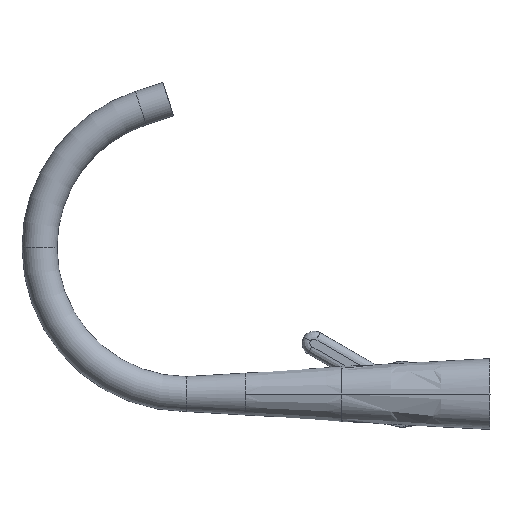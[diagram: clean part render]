
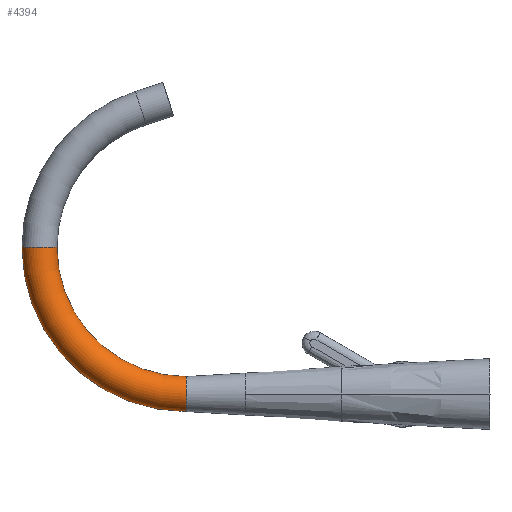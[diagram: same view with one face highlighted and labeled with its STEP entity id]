
A CAD part, left-side view. The second image highlights one B-rep face of the part: STEP entity #4394.
In plain terms, the highlighted toroidal (fillet/blend) face has major radius 108.883 mm and minor radius 13 mm.
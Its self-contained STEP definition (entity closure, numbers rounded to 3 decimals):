
#997 = CIRCLE ( 'NONE', #4196, 13. ) ;
#1062 = CARTESIAN_POINT ( 'NONE',  ( 0., 321.632, 108.883 ) ) ;
#1644 = VERTEX_POINT ( 'NONE', #1062 ) ;
#1862 = DIRECTION ( 'NONE',  ( 0., 1., 0. ) ) ;
#2060 = DIRECTION ( 'NONE',  ( 1., 0., 0. ) ) ;
#2068 = DIRECTION ( 'NONE',  ( 0., 0., 1. ) ) ;
#2080 = CARTESIAN_POINT ( 'NONE',  ( 0., 334.632, 108.883 ) ) ;
#2112 = TOROIDAL_SURFACE ( 'NONE', #3417, 108.883, 13. ) ;
#2154 = CARTESIAN_POINT ( 'NONE',  ( 0., 225.749, -13. ) ) ;
#2326 = EDGE_CURVE ( 'NONE', #1644, #6482, #4944, .T. ) ;
#2434 = CARTESIAN_POINT ( 'NONE',  ( 0., 225.749, -13. ) ) ;
#2456 = CARTESIAN_POINT ( 'NONE',  ( -0.425, 225.749, -13. ) ) ;
#2459 = CARTESIAN_POINT ( 'NONE',  ( 0., 225.749, 108.883 ) ) ;
#2485 = CARTESIAN_POINT ( 'NONE',  ( -0.851, 225.749, -12.979 ) ) ;
#2506 = CARTESIAN_POINT ( 'NONE',  ( -1.698, 225.749, -12.896 ) ) ;
#2509 = DIRECTION ( 'NONE',  ( -1., 0., 0. ) ) ;
#2529 = CARTESIAN_POINT ( 'NONE',  ( -2.119, 225.749, -12.833 ) ) ;
#2555 = CARTESIAN_POINT ( 'NONE',  ( -2.953, 225.749, -12.667 ) ) ;
#2556 = EDGE_CURVE ( 'NONE', #3514, #1644, #997, .T. ) ;
#2575 = CARTESIAN_POINT ( 'NONE',  ( -3.367, 225.749, -12.564 ) ) ;
#2597 = CARTESIAN_POINT ( 'NONE',  ( -4.181, 225.749, -12.317 ) ) ;
#2620 = CARTESIAN_POINT ( 'NONE',  ( -4.582, 225.749, -12.173 ) ) ;
#2646 = CARTESIAN_POINT ( 'NONE',  ( -5.368, 225.749, -11.848 ) ) ;
#2671 = CARTESIAN_POINT ( 'NONE',  ( -5.753, 225.749, -11.666 ) ) ;
#2702 = CARTESIAN_POINT ( 'NONE',  ( -6.503, 225.749, -11.264 ) ) ;
#2723 = CARTESIAN_POINT ( 'NONE',  ( -6.869, 225.749, -11.045 ) ) ;
#2754 = DIRECTION ( 'NONE',  ( 0., -1., 0. ) ) ;
#2755 = CARTESIAN_POINT ( 'NONE',  ( -7.576, 225.749, -10.573 ) ) ;
#2767 = CARTESIAN_POINT ( 'NONE',  ( -7.918, 225.749, -10.319 ) ) ;
#2792 = CARTESIAN_POINT ( 'NONE',  ( -8.576, 225.749, -9.779 ) ) ;
#2807 = DIRECTION ( 'NONE',  ( -1., 0., 0. ) ) ;
#2808 = CARTESIAN_POINT ( 'NONE',  ( -8.892, 225.749, -9.493 ) ) ;
#2820 = CARTESIAN_POINT ( 'NONE',  ( -9.493, 225.749, -8.892 ) ) ;
#2837 = CARTESIAN_POINT ( 'NONE',  ( 0., 225.749, 108.883 ) ) ;
#2847 = CARTESIAN_POINT ( 'NONE',  ( -9.779, 225.749, -8.576 ) ) ;
#2867 = CARTESIAN_POINT ( 'NONE',  ( -10.319, 225.749, -7.918 ) ) ;
#2888 = CARTESIAN_POINT ( 'NONE',  ( -10.573, 225.749, -7.576 ) ) ;
#2906 = CARTESIAN_POINT ( 'NONE',  ( -11.045, 225.749, -6.869 ) ) ;
#2929 = CARTESIAN_POINT ( 'NONE',  ( -11.264, 225.749, -6.503 ) ) ;
#2949 = CARTESIAN_POINT ( 'NONE',  ( -11.666, 225.749, -5.753 ) ) ;
#2968 = CARTESIAN_POINT ( 'NONE',  ( -11.848, 225.749, -5.368 ) ) ;
#2983 = CARTESIAN_POINT ( 'NONE',  ( -12.173, 225.749, -4.582 ) ) ;
#3003 = CARTESIAN_POINT ( 'NONE',  ( -12.317, 225.749, -4.181 ) ) ;
#3026 = CARTESIAN_POINT ( 'NONE',  ( -12.564, 225.749, -3.367 ) ) ;
#3044 = CARTESIAN_POINT ( 'NONE',  ( -12.667, 225.749, -2.953 ) ) ;
#3072 = CARTESIAN_POINT ( 'NONE',  ( -12.833, 225.749, -2.119 ) ) ;
#3094 = CARTESIAN_POINT ( 'NONE',  ( -12.896, 225.749, -1.698 ) ) ;
#3121 = CARTESIAN_POINT ( 'NONE',  ( -12.979, 225.749, -0.851 ) ) ;
#3150 = CARTESIAN_POINT ( 'NONE',  ( -13., 225.749, -0.425 ) ) ;
#3153 = AXIS2_PLACEMENT_3D ( 'NONE', #2837, #2807, #2754 ) ;
#3178 = CARTESIAN_POINT ( 'NONE',  ( -13., 225.749, 0.425 ) ) ;
#3207 = CARTESIAN_POINT ( 'NONE',  ( -12.979, 225.749, 0.851 ) ) ;
#3214 = B_SPLINE_CURVE_WITH_KNOTS ( 'NONE', 3,
 ( #5204, #3873, #3827, #3799, #3778, #3755, #3729, #3703, #3683, #3660, #3620, #3600, #3583, #3560, #3539, #3520, #3501, #3485, #3468, #3447, #3426, #3406, #3378, #3369, #3353, #3342, #3323, #3312, #3296, #3284, #3258, #3207, #3178, #3150, #3121, #3094, #3072, #3044, #3026, #3003, #2983, #2968, #2949, #2929, #2906, #2888, #2867, #2847, #2820, #2808, #2792, #2767, #2755, #2723, #2702, #2671, #2646, #2620, #2597, #2575, #2555, #2529, #2506, #2485, #2456, #2434 ),
 .UNSPECIFIED., .F., .F.,
 ( 4, 2, 2, 2, 2, 2, 2, 2, 2, 2, 2, 2, 2, 2, 2, 2, 2, 2, 2, 2, 2, 2, 2, 2, 2, 2, 2, 2, 2, 2, 2, 2, 4 ),
 ( 0.5, 0.516, 0.531, 0.547, 0.562, 0.578, 0.594, 0.609, 0.625, 0.641, 0.656, 0.672, 0.687, 0.703, 0.719, 0.734, 0.75, 0.766, 0.781, 0.797, 0.812, 0.828, 0.844, 0.859, 0.875, 0.891, 0.906, 0.922, 0.938, 0.953, 0.969, 0.984, 1. ),
 .UNSPECIFIED. ) ;
#3258 = CARTESIAN_POINT ( 'NONE',  ( -12.896, 225.749, 1.698 ) ) ;
#3275 = ORIENTED_EDGE ( 'NONE', *, *, #6009, .F. ) ;
#3284 = CARTESIAN_POINT ( 'NONE',  ( -12.833, 225.749, 2.119 ) ) ;
#3296 = CARTESIAN_POINT ( 'NONE',  ( -12.667, 225.749, 2.953 ) ) ;
#3312 = CARTESIAN_POINT ( 'NONE',  ( -12.564, 225.749, 3.367 ) ) ;
#3323 = CARTESIAN_POINT ( 'NONE',  ( -12.317, 225.749, 4.181 ) ) ;
#3342 = CARTESIAN_POINT ( 'NONE',  ( -12.173, 225.749, 4.582 ) ) ;
#3353 = CARTESIAN_POINT ( 'NONE',  ( -11.848, 225.749, 5.368 ) ) ;
#3369 = CARTESIAN_POINT ( 'NONE',  ( -11.666, 225.749, 5.753 ) ) ;
#3378 = CARTESIAN_POINT ( 'NONE',  ( -11.264, 225.749, 6.503 ) ) ;
#3406 = CARTESIAN_POINT ( 'NONE',  ( -11.045, 225.749, 6.869 ) ) ;
#3417 = AXIS2_PLACEMENT_3D ( 'NONE', #2459, #2509, #1862 ) ;
#3426 = CARTESIAN_POINT ( 'NONE',  ( -10.573, 225.749, 7.576 ) ) ;
#3447 = CARTESIAN_POINT ( 'NONE',  ( -10.319, 225.749, 7.918 ) ) ;
#3468 = CARTESIAN_POINT ( 'NONE',  ( -9.779, 225.749, 8.576 ) ) ;
#3485 = CARTESIAN_POINT ( 'NONE',  ( -9.493, 225.749, 8.892 ) ) ;
#3501 = CARTESIAN_POINT ( 'NONE',  ( -8.892, 225.749, 9.493 ) ) ;
#3514 = VERTEX_POINT ( 'NONE', #3554 ) ;
#3520 = CARTESIAN_POINT ( 'NONE',  ( -8.576, 225.749, 9.779 ) ) ;
#3539 = CARTESIAN_POINT ( 'NONE',  ( -7.918, 225.749, 10.319 ) ) ;
#3554 = CARTESIAN_POINT ( 'NONE',  ( 0., 347.632, 108.883 ) ) ;
#3560 = CARTESIAN_POINT ( 'NONE',  ( -7.576, 225.749, 10.573 ) ) ;
#3583 = CARTESIAN_POINT ( 'NONE',  ( -6.869, 225.749, 11.045 ) ) ;
#3590 = VERTEX_POINT ( 'NONE', #2154 ) ;
#3600 = CARTESIAN_POINT ( 'NONE',  ( -6.503, 225.749, 11.264 ) ) ;
#3620 = CARTESIAN_POINT ( 'NONE',  ( -5.753, 225.749, 11.666 ) ) ;
#3660 = CARTESIAN_POINT ( 'NONE',  ( -5.368, 225.749, 11.848 ) ) ;
#3683 = CARTESIAN_POINT ( 'NONE',  ( -4.582, 225.749, 12.173 ) ) ;
#3703 = CARTESIAN_POINT ( 'NONE',  ( -4.181, 225.749, 12.317 ) ) ;
#3729 = CARTESIAN_POINT ( 'NONE',  ( -3.367, 225.749, 12.564 ) ) ;
#3755 = CARTESIAN_POINT ( 'NONE',  ( -2.953, 225.749, 12.667 ) ) ;
#3778 = CARTESIAN_POINT ( 'NONE',  ( -2.119, 225.749, 12.833 ) ) ;
#3799 = CARTESIAN_POINT ( 'NONE',  ( -1.698, 225.749, 12.896 ) ) ;
#3827 = CARTESIAN_POINT ( 'NONE',  ( -0.851, 225.749, 12.979 ) ) ;
#3873 = CARTESIAN_POINT ( 'NONE',  ( -0.425, 225.749, 13. ) ) ;
#4196 = AXIS2_PLACEMENT_3D ( 'NONE', #2080, #2068, #2060 ) ;
#4394 = ADVANCED_FACE ( 'NONE', ( #6054 ), #2112, .T. ) ;
#4427 = AXIS2_PLACEMENT_3D ( 'NONE', #5387, #5378, #5367 ) ;
#4693 = ORIENTED_EDGE ( 'NONE', *, *, #2556, .F. ) ;
#4944 = CIRCLE ( 'NONE', #4427, 95.883 ) ;
#5043 = CARTESIAN_POINT ( 'NONE',  ( 0., 225.749, 13. ) ) ;
#5121 = EDGE_LOOP ( 'NONE', ( #4693, #6580, #3275, #7231 ) ) ;
#5134 = EDGE_CURVE ( 'NONE', #3514, #3590, #6498, .T. ) ;
#5204 = CARTESIAN_POINT ( 'NONE',  ( 0., 225.749, 13. ) ) ;
#5367 = DIRECTION ( 'NONE',  ( 0., -1., 0. ) ) ;
#5378 = DIRECTION ( 'NONE',  ( -1., 0., 0. ) ) ;
#5387 = CARTESIAN_POINT ( 'NONE',  ( 0., 225.749, 108.883 ) ) ;
#6009 = EDGE_CURVE ( 'NONE', #6482, #3590, #3214, .T. ) ;
#6054 = FACE_OUTER_BOUND ( 'NONE', #5121, .T. ) ;
#6482 = VERTEX_POINT ( 'NONE', #5043 ) ;
#6498 = CIRCLE ( 'NONE', #3153, 121.883 ) ;
#6580 = ORIENTED_EDGE ( 'NONE', *, *, #5134, .T. ) ;
#7231 = ORIENTED_EDGE ( 'NONE', *, *, #2326, .F. ) ;
